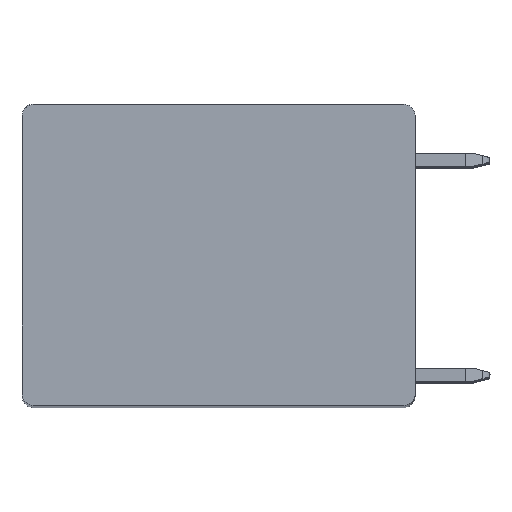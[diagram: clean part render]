
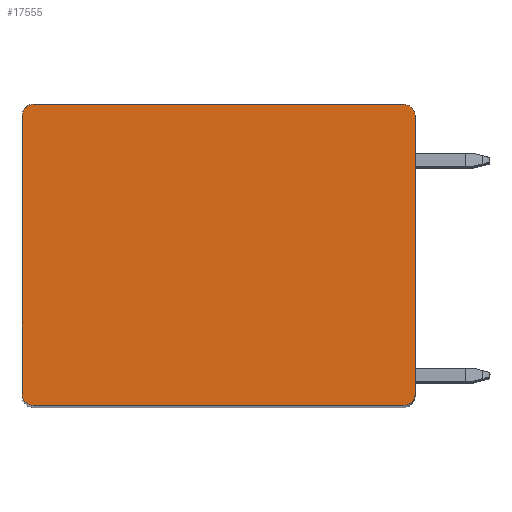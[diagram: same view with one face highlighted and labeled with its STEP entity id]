
A CAD part, top view. The second image highlights one B-rep face of the part: STEP entity #17555.
In plain terms, the highlighted planar face has unit normal (0, 0, 1).
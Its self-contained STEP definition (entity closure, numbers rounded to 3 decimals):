
#4641=CARTESIAN_POINT('',(-11.375,8.55,73.05));
#4642=DIRECTION('',(0.,0.,1.));
#4643=DIRECTION('',(0.,1.,0.));
#4644=AXIS2_PLACEMENT_3D('',#4641,#4642,#4643);
#4646=DIRECTION('',(-1.,0.,0.));
#4647=VECTOR('',#4646,22.75);
#4648=CARTESIAN_POINT('',(11.375,9.25,73.05));
#4649=LINE('',#4648,#4647);
#4650=CARTESIAN_POINT('',(11.375,8.55,73.05));
#4651=DIRECTION('',(0.,0.,1.));
#4652=DIRECTION('',(1.,0.,0.));
#4653=AXIS2_PLACEMENT_3D('',#4650,#4651,#4652);
#4655=DIRECTION('',(0.,1.,0.));
#4656=VECTOR('',#4655,17.1);
#4657=CARTESIAN_POINT('',(12.075,-8.55,73.05));
#4658=LINE('',#4657,#4656);
#4659=CARTESIAN_POINT('',(11.375,-8.55,73.05));
#4660=DIRECTION('',(0.,0.,1.));
#4661=DIRECTION('',(0.,-1.,0.));
#4662=AXIS2_PLACEMENT_3D('',#4659,#4660,#4661);
#4664=DIRECTION('',(1.,0.,0.));
#4665=VECTOR('',#4664,22.75);
#4666=CARTESIAN_POINT('',(-11.375,-9.25,73.05));
#4667=LINE('',#4666,#4665);
#4668=CARTESIAN_POINT('',(-11.375,-8.55,73.05));
#4669=DIRECTION('',(0.,0.,1.));
#4670=DIRECTION('',(-1.,0.,0.));
#4671=AXIS2_PLACEMENT_3D('',#4668,#4669,#4670);
#4673=DIRECTION('',(0.,-1.,0.));
#4674=VECTOR('',#4673,17.1);
#4675=CARTESIAN_POINT('',(-12.075,8.55,73.05));
#4676=LINE('',#4675,#4674);
#9405=CARTESIAN_POINT('',(-11.375,9.25,73.05));
#9406=CARTESIAN_POINT('',(-12.075,8.55,73.05));
#9407=VERTEX_POINT('',#9405);
#9408=VERTEX_POINT('',#9406);
#9413=CARTESIAN_POINT('',(12.075,8.55,73.05));
#9414=VERTEX_POINT('',#9413);
#9415=CARTESIAN_POINT('',(11.375,9.25,73.05));
#9416=VERTEX_POINT('',#9415);
#9421=CARTESIAN_POINT('',(11.375,-9.25,73.05));
#9422=VERTEX_POINT('',#9421);
#9423=CARTESIAN_POINT('',(12.075,-8.55,73.05));
#9424=VERTEX_POINT('',#9423);
#9429=CARTESIAN_POINT('',(-12.075,-8.55,73.05));
#9430=VERTEX_POINT('',#9429);
#9431=CARTESIAN_POINT('',(-11.375,-9.25,73.05));
#9432=VERTEX_POINT('',#9431);
#17540=CARTESIAN_POINT('',(0.,0.,73.05));
#17541=DIRECTION('',(0.,0.,1.));
#17542=DIRECTION('',(1.,0.,0.));
#17543=AXIS2_PLACEMENT_3D('',#17540,#17541,#17542);
#17544=PLANE('',#17543);
#17545=ORIENTED_EDGE('',*,*,#11666,.F.);
#17546=ORIENTED_EDGE('',*,*,#12268,.F.);
#17547=ORIENTED_EDGE('',*,*,#14265,.F.);
#17548=ORIENTED_EDGE('',*,*,#14280,.F.);
#17549=ORIENTED_EDGE('',*,*,#17213,.F.);
#17550=ORIENTED_EDGE('',*,*,#17228,.F.);
#17551=ORIENTED_EDGE('',*,*,#17241,.F.);
#17552=ORIENTED_EDGE('',*,*,#17253,.F.);
#17553=EDGE_LOOP('',(#17545,#17546,#17547,#17548,#17549,#17550,#17551,#17552));
#17554=FACE_OUTER_BOUND('',#17553,.F.);
#4645=CIRCLE('',#4644,0.7);
#4654=CIRCLE('',#4653,0.7);
#4663=CIRCLE('',#4662,0.7);
#4672=CIRCLE('',#4671,0.7);
#11666=EDGE_CURVE('',#9407,#9408,#4645,.T.);
#12268=EDGE_CURVE('',#9416,#9407,#4649,.T.);
#14265=EDGE_CURVE('',#9414,#9416,#4654,.T.);
#14280=EDGE_CURVE('',#9424,#9414,#4658,.T.);
#17213=EDGE_CURVE('',#9422,#9424,#4663,.T.);
#17228=EDGE_CURVE('',#9432,#9422,#4667,.T.);
#17241=EDGE_CURVE('',#9430,#9432,#4672,.T.);
#17253=EDGE_CURVE('',#9408,#9430,#4676,.T.);
#17555=ADVANCED_FACE('',(#17554),#17544,.T.);
